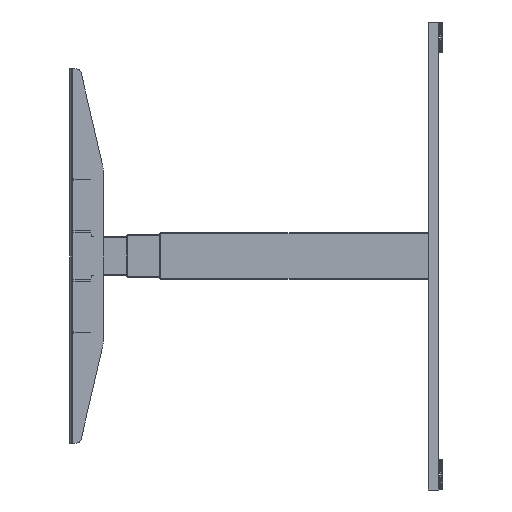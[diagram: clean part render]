
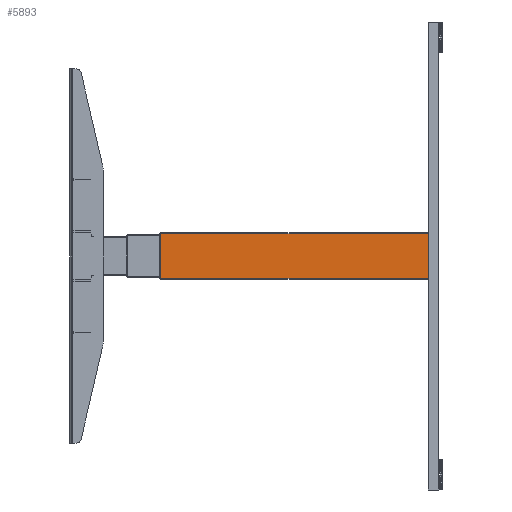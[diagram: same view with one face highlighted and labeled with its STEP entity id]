
A CAD part, left-side view. The second image highlights one B-rep face of the part: STEP entity #5893.
In plain terms, the highlighted planar face has unit normal (-1, 0, 0).
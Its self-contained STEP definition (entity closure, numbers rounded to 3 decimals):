
#66 = LINE ( 'NONE', #61852, #22174 ) ;
#1732 = DIRECTION ( 'NONE',  ( 0., 1., 0. ) ) ;
#3212 = EDGE_CURVE ( 'NONE', #59052, #42530, #44147, .T. ) ;
#3393 = EDGE_CURVE ( 'NONE', #42530, #41264, #66, .T. ) ;
#5511 = DIRECTION ( 'NONE',  ( 0., 0., -1. ) ) ;
#5893 = ADVANCED_FACE ( 'NONE', ( #14188 ), #51412, .F. ) ;
#11551 = LINE ( 'NONE', #48648, #36651 ) ;
#12692 = DIRECTION ( 'NONE',  ( 0., 0., -1. ) ) ;
#13002 = EDGE_LOOP ( 'NONE', ( #13483, #48571, #21232, #54490 ) ) ;
#13483 = ORIENTED_EDGE ( 'NONE', *, *, #3393, .T. ) ;
#14188 = FACE_OUTER_BOUND ( 'NONE', #13002, .T. ) ;
#18037 = EDGE_CURVE ( 'NONE', #59052, #38959, #11551, .T. ) ;
#21232 = ORIENTED_EDGE ( 'NONE', *, *, #18037, .F. ) ;
#22174 = VECTOR ( 'NONE', #32338, 1000. ) ;
#24565 = DIRECTION ( 'NONE',  ( 0., 1., 0. ) ) ;
#24569 = CARTESIAN_POINT ( 'NONE',  ( -1041., 27., 42.5 ) ) ;
#25365 = EDGE_CURVE ( 'NONE', #38959, #41264, #60425, .T. ) ;
#25836 = CARTESIAN_POINT ( 'NONE',  ( -1041., 27., 42.5 ) ) ;
#27843 = DIRECTION ( 'NONE',  ( 1., 0., 0. ) ) ;
#31543 = VECTOR ( 'NONE', #24565, 1000. ) ;
#31687 = CARTESIAN_POINT ( 'NONE',  ( -1041., 27., -42.5 ) ) ;
#32338 = DIRECTION ( 'NONE',  ( 0., 0., -1. ) ) ;
#33846 = CARTESIAN_POINT ( 'NONE',  ( -1041., 541., -42.5 ) ) ;
#36651 = VECTOR ( 'NONE', #5511, 1000. ) ;
#37558 = AXIS2_PLACEMENT_3D ( 'NONE', #56695, #27843, #12692 ) ;
#38959 = VERTEX_POINT ( 'NONE', #31687 ) ;
#41264 = VERTEX_POINT ( 'NONE', #33846 ) ;
#42530 = VERTEX_POINT ( 'NONE', #54127 ) ;
#42622 = VECTOR ( 'NONE', #1732, 1000. ) ;
#44147 = LINE ( 'NONE', #25836, #42622 ) ;
#48571 = ORIENTED_EDGE ( 'NONE', *, *, #25365, .F. ) ;
#48648 = CARTESIAN_POINT ( 'NONE',  ( -1041., 27., -42.5 ) ) ;
#51412 = PLANE ( 'NONE',  #37558 ) ;
#54127 = CARTESIAN_POINT ( 'NONE',  ( -1041., 541., 42.5 ) ) ;
#54490 = ORIENTED_EDGE ( 'NONE', *, *, #3212, .T. ) ;
#56695 = CARTESIAN_POINT ( 'NONE',  ( -1041., 27., -42.5 ) ) ;
#57650 = CARTESIAN_POINT ( 'NONE',  ( -1041., 27., -42.5 ) ) ;
#59052 = VERTEX_POINT ( 'NONE', #24569 ) ;
#60425 = LINE ( 'NONE', #57650, #31543 ) ;
#61852 = CARTESIAN_POINT ( 'NONE',  ( -1041., 541., -42.5 ) ) ;
